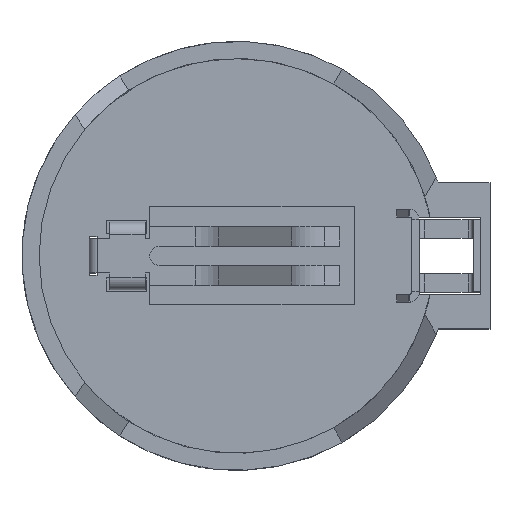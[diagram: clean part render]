
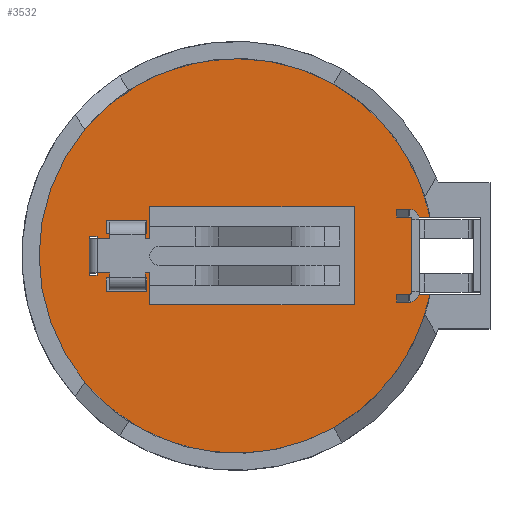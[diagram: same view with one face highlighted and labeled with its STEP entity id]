
A CAD part, top view. The second image highlights one B-rep face of the part: STEP entity #3532.
In plain terms, the highlighted planar face has unit normal (0, 0, 1).
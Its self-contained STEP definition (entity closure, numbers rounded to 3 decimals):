
#33=FACE_BOUND('',#583,.T.);
#34=FACE_BOUND('',#584,.T.);
#35=FACE_BOUND('',#585,.T.);
#36=FACE_BOUND('',#586,.T.);
#166=PLANE('',#3851);
#371=FACE_OUTER_BOUND('',#582,.T.);
#582=EDGE_LOOP('',(#3157,#3158,#3159,#3160));
#583=EDGE_LOOP('',(#3161,#3162,#3163,#3164));
#584=EDGE_LOOP('',(#3165,#3166,#3167,#3168));
#585=EDGE_LOOP('',(#3169,#3170,#3171,#3172));
#586=EDGE_LOOP('',(#3173,#3174,#3175,#3176));
#965=LINE('',#5782,#1368);
#966=LINE('',#5783,#1369);
#967=LINE('',#5784,#1370);
#968=LINE('',#5787,#1371);
#969=LINE('',#5789,#1372);
#970=LINE('',#5791,#1373);
#971=LINE('',#5792,#1374);
#972=LINE('',#5795,#1375);
#973=LINE('',#5797,#1376);
#974=LINE('',#5799,#1377);
#975=LINE('',#5800,#1378);
#976=LINE('',#5803,#1379);
#977=LINE('',#5805,#1380);
#978=LINE('',#5807,#1381);
#979=LINE('',#5808,#1382);
#980=LINE('',#5811,#1383);
#981=LINE('',#5813,#1384);
#982=LINE('',#5815,#1385);
#983=LINE('',#5816,#1386);
#1368=VECTOR('',#4764,1000.);
#1369=VECTOR('',#4765,1000.);
#1370=VECTOR('',#4766,1000.);
#1371=VECTOR('',#4767,1000.);
#1372=VECTOR('',#4768,1000.);
#1373=VECTOR('',#4769,1000.);
#1374=VECTOR('',#4770,1000.);
#1375=VECTOR('',#4771,1000.);
#1376=VECTOR('',#4772,1000.);
#1377=VECTOR('',#4773,1000.);
#1378=VECTOR('',#4774,1000.);
#1379=VECTOR('',#4775,1000.);
#1380=VECTOR('',#4776,1000.);
#1381=VECTOR('',#4777,1000.);
#1382=VECTOR('',#4778,1000.);
#1383=VECTOR('',#4779,1000.);
#1384=VECTOR('',#4780,1000.);
#1385=VECTOR('',#4781,1000.);
#1386=VECTOR('',#4782,1000.);
#1512=CIRCLE('',#3833,10.287);
#1756=VERTEX_POINT('',#5693);
#1757=VERTEX_POINT('',#5695);
#1792=VERTEX_POINT('',#5780);
#1793=VERTEX_POINT('',#5781);
#1794=VERTEX_POINT('',#5785);
#1795=VERTEX_POINT('',#5786);
#1796=VERTEX_POINT('',#5788);
#1797=VERTEX_POINT('',#5790);
#1798=VERTEX_POINT('',#5793);
#1799=VERTEX_POINT('',#5794);
#1800=VERTEX_POINT('',#5796);
#1801=VERTEX_POINT('',#5798);
#1802=VERTEX_POINT('',#5801);
#1803=VERTEX_POINT('',#5802);
#1804=VERTEX_POINT('',#5804);
#1805=VERTEX_POINT('',#5806);
#1806=VERTEX_POINT('',#5809);
#1807=VERTEX_POINT('',#5810);
#1808=VERTEX_POINT('',#5812);
#1809=VERTEX_POINT('',#5814);
#2219=EDGE_CURVE('',#1757,#1756,#1512,.T.);
#2263=EDGE_CURVE('',#1792,#1793,#965,.T.);
#2264=EDGE_CURVE('',#1757,#1793,#966,.T.);
#2265=EDGE_CURVE('',#1756,#1792,#967,.T.);
#2266=EDGE_CURVE('',#1794,#1795,#968,.T.);
#2267=EDGE_CURVE('',#1795,#1796,#969,.T.);
#2268=EDGE_CURVE('',#1796,#1797,#970,.T.);
#2269=EDGE_CURVE('',#1797,#1794,#971,.T.);
#2270=EDGE_CURVE('',#1798,#1799,#972,.T.);
#2271=EDGE_CURVE('',#1800,#1799,#973,.T.);
#2272=EDGE_CURVE('',#1800,#1801,#974,.T.);
#2273=EDGE_CURVE('',#1801,#1798,#975,.T.);
#2274=EDGE_CURVE('',#1802,#1803,#976,.T.);
#2275=EDGE_CURVE('',#1804,#1802,#977,.T.);
#2276=EDGE_CURVE('',#1805,#1804,#978,.T.);
#2277=EDGE_CURVE('',#1803,#1805,#979,.T.);
#2278=EDGE_CURVE('',#1806,#1807,#980,.T.);
#2279=EDGE_CURVE('',#1807,#1808,#981,.T.);
#2280=EDGE_CURVE('',#1809,#1808,#982,.T.);
#2281=EDGE_CURVE('',#1806,#1809,#983,.T.);
#3157=ORIENTED_EDGE('',*,*,#2263,.T.);
#3158=ORIENTED_EDGE('',*,*,#2264,.F.);
#3159=ORIENTED_EDGE('',*,*,#2219,.T.);
#3160=ORIENTED_EDGE('',*,*,#2265,.T.);
#3161=ORIENTED_EDGE('',*,*,#2266,.T.);
#3162=ORIENTED_EDGE('',*,*,#2267,.T.);
#3163=ORIENTED_EDGE('',*,*,#2268,.T.);
#3164=ORIENTED_EDGE('',*,*,#2269,.T.);
#3165=ORIENTED_EDGE('',*,*,#2270,.T.);
#3166=ORIENTED_EDGE('',*,*,#2271,.F.);
#3167=ORIENTED_EDGE('',*,*,#2272,.T.);
#3168=ORIENTED_EDGE('',*,*,#2273,.T.);
#3169=ORIENTED_EDGE('',*,*,#2274,.F.);
#3170=ORIENTED_EDGE('',*,*,#2275,.F.);
#3171=ORIENTED_EDGE('',*,*,#2276,.F.);
#3172=ORIENTED_EDGE('',*,*,#2277,.F.);
#3173=ORIENTED_EDGE('',*,*,#2278,.T.);
#3174=ORIENTED_EDGE('',*,*,#2279,.T.);
#3175=ORIENTED_EDGE('',*,*,#2280,.F.);
#3176=ORIENTED_EDGE('',*,*,#2281,.F.);
#3532=ADVANCED_FACE('',(#371,#33,#34,#35,#36),#166,.T.);
#3833=AXIS2_PLACEMENT_3D('',#5696,#4695,#4696);
#3851=AXIS2_PLACEMENT_3D('',#5779,#4762,#4763);
#4695=DIRECTION('center_axis',(0.,0.,1.));
#4696=DIRECTION('ref_axis',(0.,-1.,0.));
#4762=DIRECTION('center_axis',(0.,0.,1.));
#4763=DIRECTION('ref_axis',(0.,1.,0.));
#4764=DIRECTION('',(0.,1.,0.));
#4765=DIRECTION('',(-1.,0.,0.));
#4766=DIRECTION('',(-1.,0.,0.));
#4767=DIRECTION('',(0.,-1.,0.));
#4768=DIRECTION('',(-1.,0.,0.));
#4769=DIRECTION('',(0.,1.,0.));
#4770=DIRECTION('',(1.,0.,0.));
#4771=DIRECTION('',(0.,1.,0.));
#4772=DIRECTION('',(-1.,0.,0.));
#4773=DIRECTION('',(0.,-1.,0.));
#4774=DIRECTION('',(-1.,0.,0.));
#4775=DIRECTION('',(0.,1.,0.));
#4776=DIRECTION('',(1.,0.,0.));
#4777=DIRECTION('',(0.,-1.,0.));
#4778=DIRECTION('',(-1.,0.,0.));
#4779=DIRECTION('',(0.,1.,0.));
#4780=DIRECTION('',(1.,0.,0.));
#4781=DIRECTION('',(0.,1.,0.));
#4782=DIRECTION('',(1.,0.,0.));
#5693=CARTESIAN_POINT('',(9.087,-2.032,3.172));
#5695=CARTESIAN_POINT('',(9.087,2.002,3.172));
#5696=CARTESIAN_POINT('Origin',(-1.,-0.015,3.172));
#5779=CARTESIAN_POINT('Origin',(-1.,-0.015,3.172));
#5780=CARTESIAN_POINT('',(8.125,-2.032,3.172));
#5781=CARTESIAN_POINT('',(8.125,2.002,3.172));
#5782=CARTESIAN_POINT('',(8.125,-2.032,3.172));
#5783=CARTESIAN_POINT('',(11.722,2.002,3.172));
#5784=CARTESIAN_POINT('',(11.722,-2.032,3.172));
#5785=CARTESIAN_POINT('',(-5.664,-1.16,3.172));
#5786=CARTESIAN_POINT('',(-5.664,-1.878,3.172));
#5787=CARTESIAN_POINT('',(-5.664,-1.878,3.172));
#5788=CARTESIAN_POINT('',(-7.798,-1.878,3.172));
#5789=CARTESIAN_POINT('',(-5.664,-1.878,3.172));
#5790=CARTESIAN_POINT('',(-7.798,-1.16,3.172));
#5791=CARTESIAN_POINT('',(-7.798,-1.878,3.172));
#5792=CARTESIAN_POINT('',(-5.664,-1.16,3.172));
#5793=CARTESIAN_POINT('',(-5.526,-2.569,3.172));
#5794=CARTESIAN_POINT('',(-5.526,2.54,3.172));
#5795=CARTESIAN_POINT('',(-5.526,-2.569,3.172));
#5796=CARTESIAN_POINT('',(5.133,2.54,3.172));
#5797=CARTESIAN_POINT('',(-5.526,2.54,3.172));
#5798=CARTESIAN_POINT('',(5.133,-2.569,3.172));
#5799=CARTESIAN_POINT('',(5.133,-0.015,3.172));
#5800=CARTESIAN_POINT('',(-5.526,-2.569,3.172));
#5801=CARTESIAN_POINT('',(-5.664,1.131,3.172));
#5802=CARTESIAN_POINT('',(-5.664,1.848,3.172));
#5803=CARTESIAN_POINT('',(-5.664,1.848,3.172));
#5804=CARTESIAN_POINT('',(-7.798,1.131,3.172));
#5805=CARTESIAN_POINT('',(-5.664,1.131,3.172));
#5806=CARTESIAN_POINT('',(-7.798,1.848,3.172));
#5807=CARTESIAN_POINT('',(-7.798,1.848,3.172));
#5808=CARTESIAN_POINT('',(-5.664,1.848,3.172));
#5809=CARTESIAN_POINT('',(-8.667,-1.031,3.172));
#5810=CARTESIAN_POINT('',(-8.667,1.001,3.172));
#5811=CARTESIAN_POINT('',(-8.667,-0.015,3.172));
#5812=CARTESIAN_POINT('',(-8.268,1.001,3.172));
#5813=CARTESIAN_POINT('',(-1.,1.001,3.172));
#5814=CARTESIAN_POINT('',(-8.268,-1.031,3.172));
#5815=CARTESIAN_POINT('',(-8.268,-1.031,3.172));
#5816=CARTESIAN_POINT('',(-1.,-1.031,3.172));
